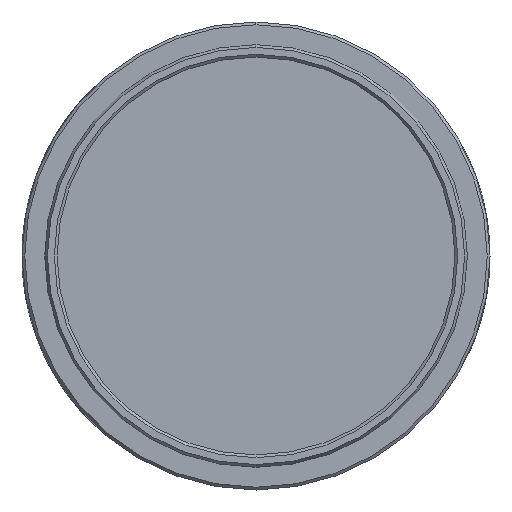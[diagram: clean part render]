
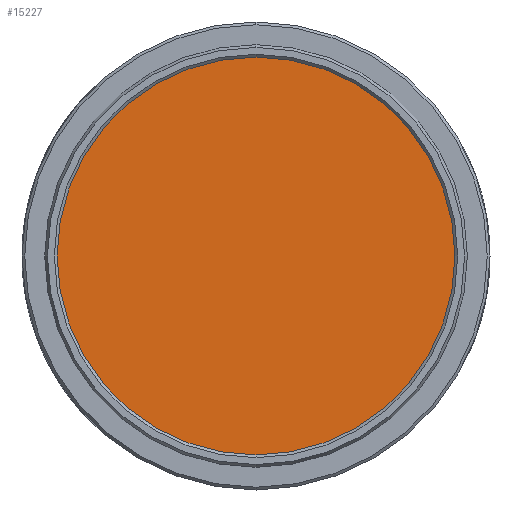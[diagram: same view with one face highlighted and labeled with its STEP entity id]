
A CAD part, left-side view. The second image highlights one B-rep face of the part: STEP entity #15227.
In plain terms, the highlighted planar face has unit normal (-1, 0, 0).
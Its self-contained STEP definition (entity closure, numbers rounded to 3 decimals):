
#639 = ORIENTED_EDGE ( 'NONE', *, *, #724, .T. ) ;
#724 = EDGE_CURVE ( 'NONE', #4583, #8800, #16851, .T. ) ;
#743 = EDGE_LOOP ( 'NONE', ( #9199, #639 ) ) ;
#2029 = DIRECTION ( 'NONE',  ( 0., 0., -1. ) ) ;
#3379 = CARTESIAN_POINT ( 'NONE',  ( 4.125, 21.184, 38.044 ) ) ;
#4583 = VERTEX_POINT ( 'NONE', #7354 ) ;
#6809 = AXIS2_PLACEMENT_3D ( 'NONE', #8452, #11845, #7484 ) ;
#7100 = PLANE ( 'NONE',  #10396 ) ;
#7354 = CARTESIAN_POINT ( 'NONE',  ( 4.125, 21.184, 56.894 ) ) ;
#7484 = DIRECTION ( 'NONE',  ( 0., 0., -1. ) ) ;
#8106 = AXIS2_PLACEMENT_3D ( 'NONE', #3379, #8944, #2029 ) ;
#8452 = CARTESIAN_POINT ( 'NONE',  ( 4.125, 21.184, 38.044 ) ) ;
#8800 = VERTEX_POINT ( 'NONE', #17435 ) ;
#8944 = DIRECTION ( 'NONE',  ( -1., 0., 0. ) ) ;
#9199 = ORIENTED_EDGE ( 'NONE', *, *, #17039, .T. ) ;
#10396 = AXIS2_PLACEMENT_3D ( 'NONE', #15241, #12573, #12688 ) ;
#11845 = DIRECTION ( 'NONE',  ( -1., 0., 0. ) ) ;
#11962 = FACE_OUTER_BOUND ( 'NONE', #743, .T. ) ;
#12573 = DIRECTION ( 'NONE',  ( 1., 0., 0. ) ) ;
#12615 = CIRCLE ( 'NONE', #6809, 18.85 ) ;
#12688 = DIRECTION ( 'NONE',  ( 0., 0., -1. ) ) ;
#15227 = ADVANCED_FACE ( 'NONE', ( #11962 ), #7100, .F. ) ;
#15241 = CARTESIAN_POINT ( 'NONE',  ( 4.125, 21.184, 38.044 ) ) ;
#16851 = CIRCLE ( 'NONE', #8106, 18.85 ) ;
#17039 = EDGE_CURVE ( 'NONE', #8800, #4583, #12615, .T. ) ;
#17435 = CARTESIAN_POINT ( 'NONE',  ( 4.125, 21.184, 19.194 ) ) ;
